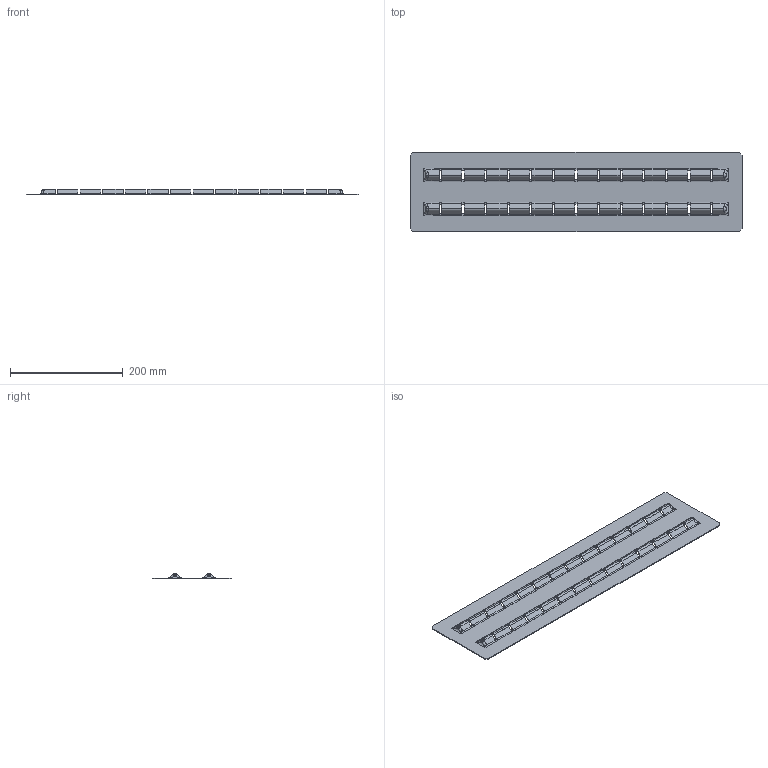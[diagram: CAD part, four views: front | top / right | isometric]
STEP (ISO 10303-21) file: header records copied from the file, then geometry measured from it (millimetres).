
FILE_DESCRIPTION (( 'STEP AP214' ), '1' );
FILE_NAME ('Traversa laterala.STEP', '2021-03-27T13:37:40', ( '' ), ( '' ), 'SwSTEP 2.0', 'SolidWorks 2020', '' );
FILE_SCHEMA (( 'AUTOMOTIVE_DESIGN' ));
Length unit declared in the file: millimetre
Products named in the file (1): Traversa laterala
Bounding box: 588 x 140 x 10.26 mm (x, y, z)
Volume: 130109 mm3; surface area: 178201.8 mm2
Topology: 1 solids, 1 shells, 526 faces, 1340 edges, 752 vertices
Faces by surface type: plane 286, cylinder 196, bspline 32, sphere 12
Entity records: 16018 total; most frequent: CARTESIAN_POINT 3531, ORIENTED_EDGE 2648, DIRECTION 2630, EDGE_CURVE 1324, LINE 880, VECTOR 880, AXIS2_PLACEMENT_3D 875, VERTEX_POINT 752
